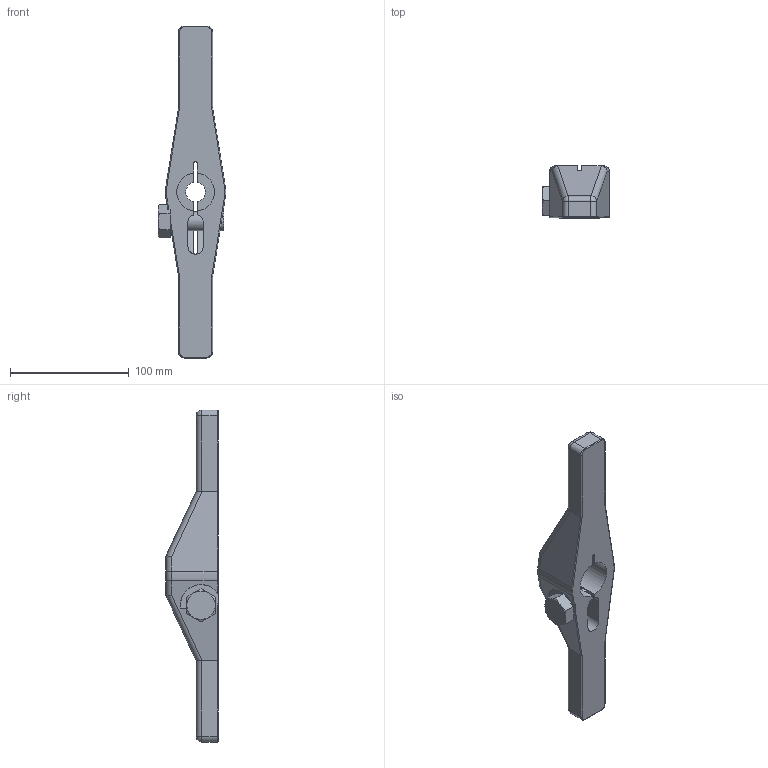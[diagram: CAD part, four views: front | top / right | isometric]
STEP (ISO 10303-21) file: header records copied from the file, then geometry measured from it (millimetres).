
FILE_DESCRIPTION((''),'2;1');
FILE_NAME('ILCM44123101','2020-02-04T',('npeters'),(''),'PRO/ENGINEER BY PARAMETRIC TECHNOLOGY CORPORATION, 2013320','PRO/ENGINEER BY PARAMETRIC TECHNOLOGY CORPORATION, 2013320','');
FILE_SCHEMA(('AUTOMOTIVE_DESIGN { 1 0 10303 214 1 1 1 1 }'));
Length unit declared in the file: millimetre
Products named in the file (1): ILCM44123101
Bounding box: 56.76 x 43.81 x 279.4 mm (x, y, z)
Volume: 231996.2 mm3; surface area: 44067 mm2
Topology: 1 solids, 1 shells, 106 faces, 280 edges, 173 vertices
Faces by surface type: cylinder 50, plane 38, torus 8, cone 6, sphere 4
Entity records: 4623 total; most frequent: CARTESIAN_POINT 939, ORIENTED_EDGE 560, DIRECTION 514, PRESENTATION_STYLE_ASSIGNMENT 298, STYLED_ITEM 281, CURVE_STYLE 280, EDGE_CURVE 280, AXIS2_PLACEMENT_3D 185
